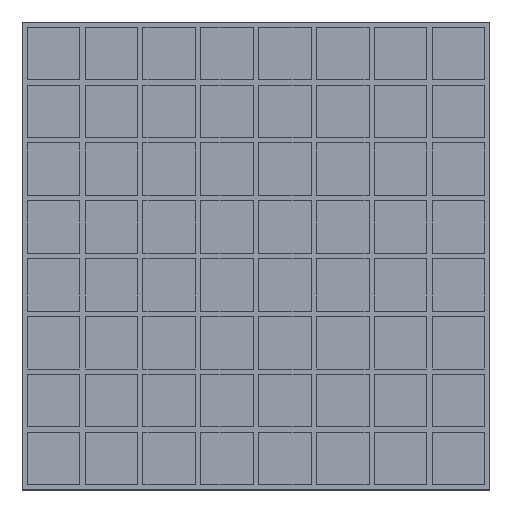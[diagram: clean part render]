
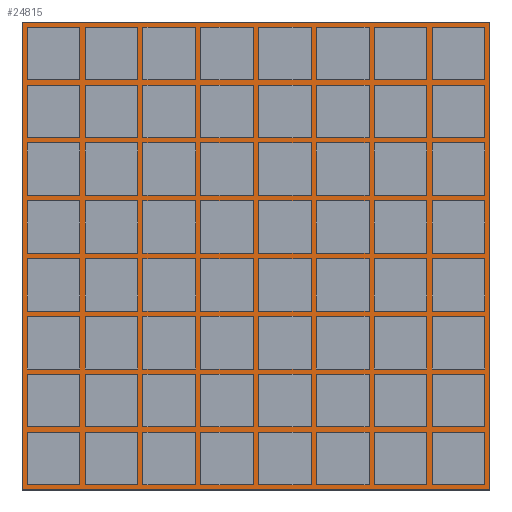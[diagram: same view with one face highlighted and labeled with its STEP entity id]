
A CAD part, top view. The second image highlights one B-rep face of the part: STEP entity #24815.
In plain terms, the highlighted planar face has unit normal (0, 0, 1).
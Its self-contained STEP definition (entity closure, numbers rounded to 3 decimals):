
#1029=FACE_OUTER_BOUND($,#2561,.T.);
#2561=EDGE_LOOP($,(#17552,#17553,#17554,#17555));
#4488=LINE($,#36606,#7712);
#4489=LINE($,#36608,#7713);
#4490=LINE($,#36610,#7714);
#4491=LINE($,#36611,#7715);
#7712=VECTOR($,#29649,17.8);
#7713=VECTOR($,#29650,17.8);
#7714=VECTOR($,#29651,17.8);
#7715=VECTOR($,#29652,17.8);
#10680=VERTEX_POINT($,#36604);
#10681=VERTEX_POINT($,#36605);
#10682=VERTEX_POINT($,#36607);
#10683=VERTEX_POINT($,#36609);
#13268=EDGE_CURVE($,#10680,#10681,#4488,.T.);
#13269=EDGE_CURVE($,#10681,#10682,#4489,.T.);
#13270=EDGE_CURVE($,#10682,#10683,#4490,.T.);
#13271=EDGE_CURVE($,#10683,#10680,#4491,.T.);
#17552=ORIENTED_EDGE($,*,*,#13268,.T.);
#17553=ORIENTED_EDGE($,*,*,#13269,.T.);
#17554=ORIENTED_EDGE($,*,*,#13270,.T.);
#17555=ORIENTED_EDGE($,*,*,#13271,.T.);
#23429=PLANE($,#26688);
#24815=ADVANCED_FACE($,(#1029),#23429,.F.);
#26688=AXIS2_PLACEMENT_3D($,#36603,#29647,#29648);
#29647=DIRECTION('center_axis',(0.,0.,-1.));
#29648=DIRECTION('ref_axis',(1.,0.,0.));
#29649=DIRECTION($,(0.,1.,0.));
#29650=DIRECTION($,(-1.,0.,0.));
#29651=DIRECTION($,(0.,-1.,0.));
#29652=DIRECTION($,(1.,0.,0.));
#36603=CARTESIAN_POINT('Origin',(0.,0.,5.05));
#36604=CARTESIAN_POINT('',(8.9,-8.9,5.05));
#36605=CARTESIAN_POINT('',(8.9,8.9,5.05));
#36606=CARTESIAN_POINT($,(8.9,0.,5.05));
#36607=CARTESIAN_POINT('',(-8.9,8.9,5.05));
#36608=CARTESIAN_POINT($,(0.,8.9,5.05));
#36609=CARTESIAN_POINT('',(-8.9,-8.9,5.05));
#36610=CARTESIAN_POINT($,(-8.9,0.,5.05));
#36611=CARTESIAN_POINT($,(0.,-8.9,5.05));
